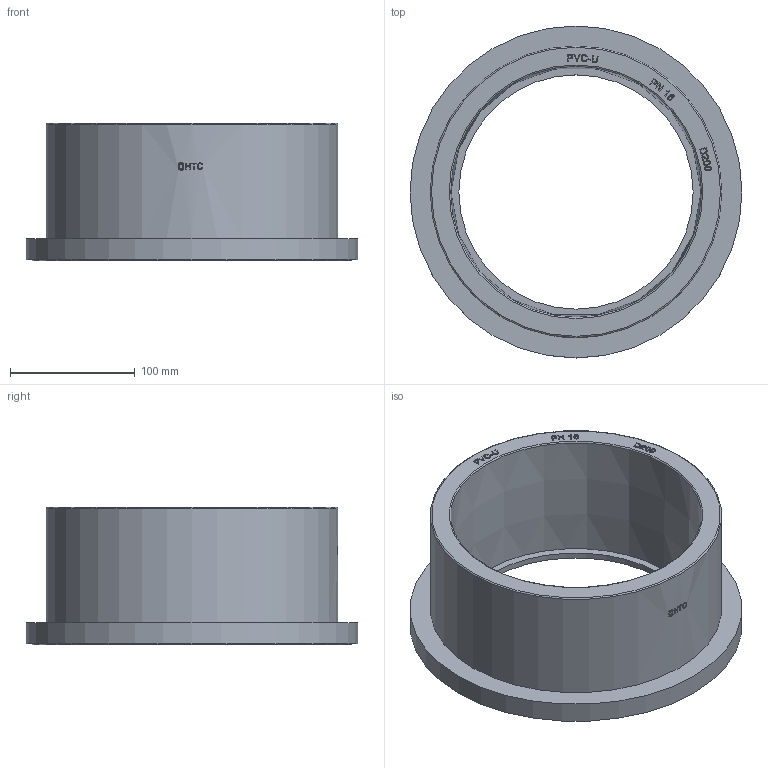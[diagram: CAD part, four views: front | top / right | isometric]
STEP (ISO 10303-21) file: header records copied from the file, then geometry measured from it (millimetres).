
FILE_DESCRIPTION(/* description */ (''),/* implementation_level */ '2;1');
FILE_NAME(/* name */ '法兰内套200.stp',/* time_stamp */ '2025-01-13T08:18:38+08:00',/* author */ (''),/* organization */ (''),/* preprocessor_version */ 'ST-DEVELOPER v16',/* originating_system */ 'SIEMENS PLM Software NX 10.0',/* authorisation */ '');
FILE_SCHEMA (('AUTOMOTIVE_DESIGN { 1 0 10303 214 3 1 1 1 }'));
Length unit declared in the file: millimetre
Products named in the file (1): gelv10BC33B2036s
Bounding box: 265.9 x 265.9 x 110.35 mm (x, y, z)
Volume: 1465791.9 mm3; surface area: 207563.8 mm2
Topology: 1 solids, 1 shells, 234 faces, 596 edges, 400 vertices
Faces by surface type: extrusion 100, plane 99, bspline 14, cylinder 10, cone 9, torus 2
Full cylindrical faces by diameter (mm): 187.6 x1, 233.5 x1, 265.9 x1
Entity records: 9294 total; most frequent: CARTESIAN_POINT 4343, ORIENTED_EDGE 1140, DIRECTION 646, EDGE_CURVE 570, B_SPLINE_CURVE_WITH_KNOTS 418, VERTEX_POINT 390, VECTOR 288, EDGE_LOOP 288
